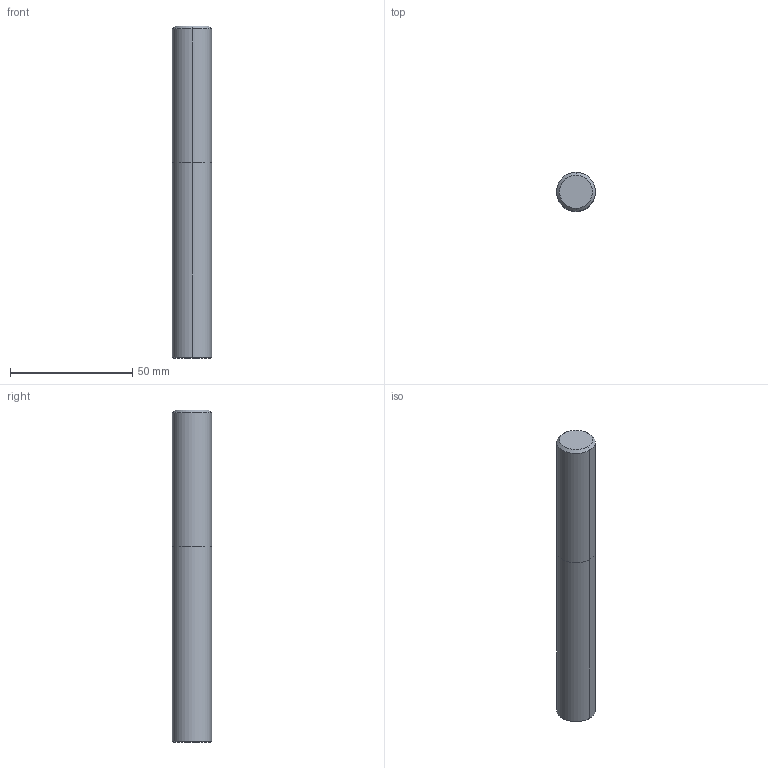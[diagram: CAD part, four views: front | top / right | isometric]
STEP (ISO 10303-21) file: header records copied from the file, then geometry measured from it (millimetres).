
FILE_DESCRIPTION(('STEP AP214'),'1');
FILE_NAME('607699952-000-00-E43.stp','2022-04-06T12:58:27',(' '),(' '),'Spatial InterOp 3D',' ',' ');
FILE_SCHEMA(('AUTOMOTIVE_DESIGN { 1 0 10303 214 1 1 1 1 }'));
Length unit declared in the file: millimetre
Products named in the file (1): 1
Bounding box: 16 x 16 x 136 mm (x, y, z)
Volume: 27307.5 mm3; surface area: 7593.6 mm2
Topology: 2 solids, 2 shells, 12 faces, 285 edges, 532 vertices
Faces by surface type: cylinder 4, cone 4, plane 4
Entity records: 3547 total; most frequent: DIRECTION 329, CARTESIAN_POINT 315, LINE 273, VECTOR 273, STYLED_ITEM 269, PRESENTATION_STYLE_ASSIGNMENT 269, COLOUR_RGB 269, COMPOSITE_CURVE_SEGMENT 265
